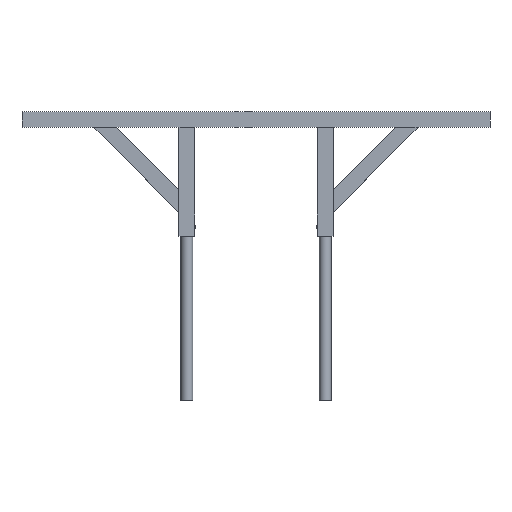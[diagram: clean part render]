
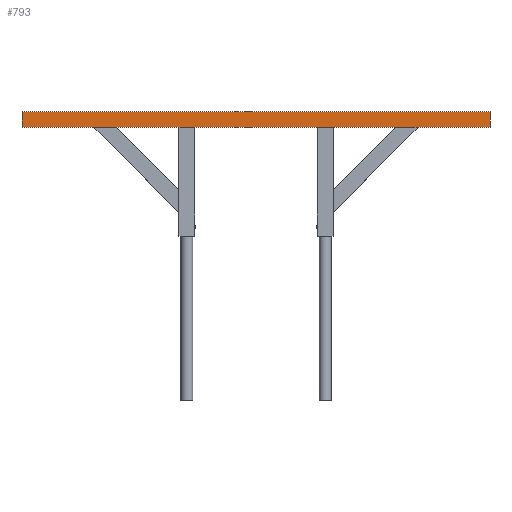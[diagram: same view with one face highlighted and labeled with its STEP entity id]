
A CAD part, top view. The second image highlights one B-rep face of the part: STEP entity #793.
In plain terms, the highlighted planar face has unit normal (0, 0, 1).
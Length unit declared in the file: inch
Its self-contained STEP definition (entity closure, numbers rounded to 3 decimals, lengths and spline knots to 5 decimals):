
#61=LINE('',#1457,#133);
#68=LINE('',#1470,#140);
#73=LINE('',#1481,#145);
#74=LINE('',#1482,#146);
#133=VECTOR('',#1105,39.37008);
#140=VECTOR('',#1116,39.37008);
#145=VECTOR('',#1123,39.37008);
#146=VECTOR('',#1124,39.37008);
#224=PLANE('',#1017);
#292=FACE_OUTER_BOUND('',#346,.T.);
#346=EDGE_LOOP('',(#590,#591,#592,#593));
#414=VERTEX_POINT('',#1453);
#416=VERTEX_POINT('',#1456);
#420=VERTEX_POINT('',#1468);
#425=VERTEX_POINT('',#1480);
#479=EDGE_CURVE('',#416,#414,#61,.T.);
#486=EDGE_CURVE('',#420,#414,#68,.T.);
#491=EDGE_CURVE('',#425,#420,#73,.T.);
#492=EDGE_CURVE('',#416,#425,#74,.T.);
#590=ORIENTED_EDGE('',*,*,#486,.F.);
#591=ORIENTED_EDGE('',*,*,#491,.F.);
#592=ORIENTED_EDGE('',*,*,#492,.F.);
#593=ORIENTED_EDGE('',*,*,#479,.T.);
#793=ADVANCED_FACE('',(#292),#224,.F.);
#1017=AXIS2_PLACEMENT_3D('',#1479,#1121,#1122);
#1105=DIRECTION('',(-1.,0.,0.));
#1116=DIRECTION('',(0.,1.,0.));
#1121=DIRECTION('center_axis',(0.,0.,-1.));
#1122=DIRECTION('ref_axis',(-1.,0.,0.));
#1123=DIRECTION('',(-1.,0.,0.));
#1124=DIRECTION('',(0.,-1.,0.));
#1453=CARTESIAN_POINT('',(-33.375,-30.125,0.875));
#1456=CARTESIAN_POINT('',(18.25,-30.125,0.875));
#1457=CARTESIAN_POINT('',(-7.5625,-30.125,0.875));
#1468=CARTESIAN_POINT('',(-33.375,-31.875,0.875));
#1470=CARTESIAN_POINT('',(-33.375,-31.875,0.875));
#1479=CARTESIAN_POINT('Origin',(-7.5625,-31.875,0.875));
#1480=CARTESIAN_POINT('',(18.25,-31.875,0.875));
#1481=CARTESIAN_POINT('',(-7.5625,-31.875,0.875));
#1482=CARTESIAN_POINT('',(18.25,-31.875,0.875));
